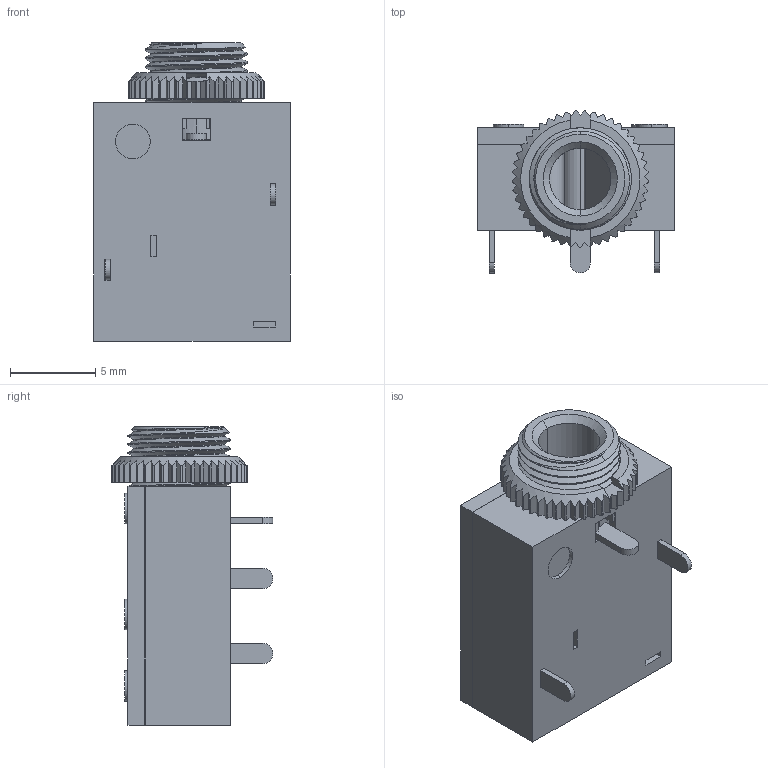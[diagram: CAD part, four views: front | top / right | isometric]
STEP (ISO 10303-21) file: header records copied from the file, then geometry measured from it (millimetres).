
FILE_DESCRIPTION (( 'STEP AP214' ), '1' );
FILE_NAME ('5734N13_Circuit Board Audio Equipment Connector.STEP', '2025-03-25T01:55:09', ( '' ), ( '' ), 'SwSTEP 2.0', 'SolidWorks 2024', '' );
FILE_SCHEMA (( 'AUTOMOTIVE_DESIGN' ));
Length unit declared in the file: inch
Products named in the file (1): 5734N13_Circuit Board Audio Equipment Connector_5734N13
Bounding box: 11.5 x 9.49 x 17.5 mm (x, y, z)
Volume: 679.1 mm3; surface area: 2008.5 mm2
Topology: 13 solids, 13 shells, 405 faces, 1108 edges, 738 vertices
Faces by surface type: plane 244, cylinder 147, bspline 7, cone 7
Entity records: 16079 total; most frequent: CARTESIAN_POINT 5595, ORIENTED_EDGE 2216, DIRECTION 2077, EDGE_CURVE 1108, VERTEX_POINT 738, AXIS2_PLACEMENT_3D 698, LINE 681, VECTOR 681
